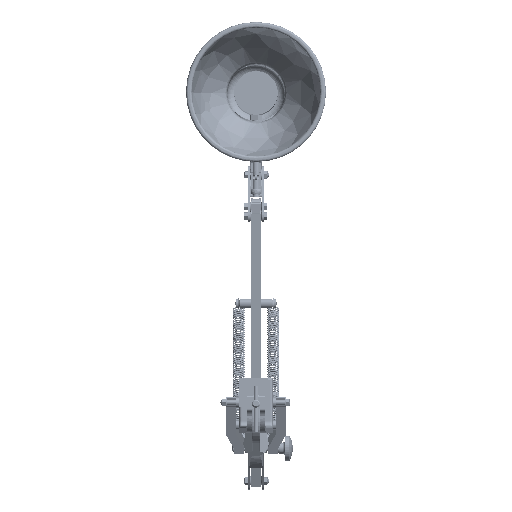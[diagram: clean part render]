
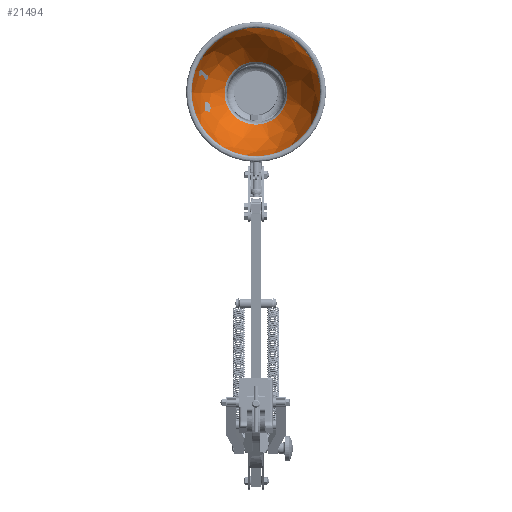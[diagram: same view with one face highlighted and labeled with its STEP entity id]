
A CAD part, front view. The second image highlights one B-rep face of the part: STEP entity #21494.
In plain terms, the highlighted free-form (B-spline) face has degree [2, 2] with [3, 9] control points.
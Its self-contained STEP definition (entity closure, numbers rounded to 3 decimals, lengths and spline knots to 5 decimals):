
#1000=(
BOUNDED_SURFACE()
B_SPLINE_SURFACE(2,2,((#36004,#36005,#36006,#36007,#36008,#36009,#36010,
#36011,#36012),(#36013,#36014,#36015,#36016,#36017,#36018,#36019,#36020,
#36021),(#36022,#36023,#36024,#36025,#36026,#36027,#36028,#36029,#36030)),
 .UNSPECIFIED.,.F.,.T.,.F.)
B_SPLINE_SURFACE_WITH_KNOTS((3,3),(3,2,2,2,3),(-0.83148,0.),
(-3.14159,-1.5708,0.,1.5708,3.14159),
 .UNSPECIFIED.)
GEOMETRIC_REPRESENTATION_ITEM()
RATIONAL_B_SPLINE_SURFACE(((1.,0.707,1.,0.707,1.,
0.707,1.,0.707,1.),(0.915,0.647,
0.915,0.647,0.915,0.647,
0.915,0.647,0.915),(1.,0.707,
1.,0.707,1.,0.707,1.,0.707,1.)))
REPRESENTATION_ITEM('')
SURFACE()
);
#1291=CIRCLE('',#24168,0.06);
#1292=CIRCLE('',#24169,0.06);
#1294=CIRCLE('',#24171,0.02744);
#1295=CIRCLE('',#24172,0.02744);
#1296=CIRCLE('',#24173,0.09981);
#3543=FACE_OUTER_BOUND('',#4795,.T.);
#4795=EDGE_LOOP('',(#14727,#14728,#14729,#14730,#14731,#14732));
#9152=VERTEX_POINT('',#35999);
#9153=VERTEX_POINT('',#36000);
#9154=VERTEX_POINT('',#36031);
#9155=VERTEX_POINT('',#36032);
#11346=EDGE_CURVE('',#9152,#9153,#1291,.T.);
#11347=EDGE_CURVE('',#9153,#9152,#1292,.T.);
#11349=EDGE_CURVE('',#9154,#9155,#1294,.T.);
#11350=EDGE_CURVE('',#9155,#9154,#1295,.T.);
#11351=EDGE_CURVE('',#9155,#9153,#1296,.T.);
#14727=ORIENTED_EDGE('',*,*,#11349,.F.);
#14728=ORIENTED_EDGE('',*,*,#11350,.F.);
#14729=ORIENTED_EDGE('',*,*,#11351,.T.);
#14730=ORIENTED_EDGE('',*,*,#11347,.T.);
#14731=ORIENTED_EDGE('',*,*,#11346,.T.);
#14732=ORIENTED_EDGE('',*,*,#11351,.F.);
#21494=ADVANCED_FACE('',(#3543),#1000,.T.);
#24168=AXIS2_PLACEMENT_3D('',#36001,#27338,#27339);
#24169=AXIS2_PLACEMENT_3D('',#36002,#27340,#27341);
#24171=AXIS2_PLACEMENT_3D('',#36033,#27344,#27345);
#24172=AXIS2_PLACEMENT_3D('',#36034,#27346,#27347);
#24173=AXIS2_PLACEMENT_3D('',#36035,#27348,#27349);
#27338=DIRECTION('center_axis',(0.,-1.,0.));
#27339=DIRECTION('ref_axis',(1.,0.,0.));
#27340=DIRECTION('center_axis',(0.,-1.,0.));
#27341=DIRECTION('ref_axis',(1.,0.,0.));
#27344=DIRECTION('center_axis',(0.,-1.,0.));
#27345=DIRECTION('ref_axis',(1.,0.,0.));
#27346=DIRECTION('center_axis',(0.,-1.,0.));
#27347=DIRECTION('ref_axis',(1.,0.,0.));
#27348=DIRECTION('center_axis',(1.,0.,0.));
#27349=DIRECTION('ref_axis',(0.,0.,
1.));
#35999=CARTESIAN_POINT('',(0.06,0.002,0.));
#36000=CARTESIAN_POINT('',(0.,0.002,0.06));
#36001=CARTESIAN_POINT('Origin',(0.,0.002,0.));
#36002=CARTESIAN_POINT('Origin',(0.,0.002,0.));
#36004=CARTESIAN_POINT('Ctrl Pts',(0.,0.07575,
0.02744));
#36005=CARTESIAN_POINT('Ctrl Pts',(-0.02744,0.07575,
0.02744));
#36006=CARTESIAN_POINT('Ctrl Pts',(-0.02744,0.07575,
0.));
#36007=CARTESIAN_POINT('Ctrl Pts',(-0.02744,0.07575,
-0.02744));
#36008=CARTESIAN_POINT('Ctrl Pts',(0.,0.07575,
-0.02744));
#36009=CARTESIAN_POINT('Ctrl Pts',(0.02744,0.07575,
-0.02744));
#36010=CARTESIAN_POINT('Ctrl Pts',(0.02744,0.07575,
0.));
#36011=CARTESIAN_POINT('Ctrl Pts',(0.02744,0.07575,
0.02744));
#36012=CARTESIAN_POINT('Ctrl Pts',(0.,0.07575,
0.02744));
#36013=CARTESIAN_POINT('Ctrl Pts',(0.,0.04606,
0.06));
#36014=CARTESIAN_POINT('Ctrl Pts',(-0.06,0.04606,0.06));
#36015=CARTESIAN_POINT('Ctrl Pts',(-0.06,0.04606,
0.));
#36016=CARTESIAN_POINT('Ctrl Pts',(-0.06,0.04606,-0.06));
#36017=CARTESIAN_POINT('Ctrl Pts',(0.,0.04606,
-0.06));
#36018=CARTESIAN_POINT('Ctrl Pts',(0.06,0.04606,
-0.06));
#36019=CARTESIAN_POINT('Ctrl Pts',(0.06,0.04606,0.));
#36020=CARTESIAN_POINT('Ctrl Pts',(0.06,0.04606,
0.06));
#36021=CARTESIAN_POINT('Ctrl Pts',(0.,0.04606,
0.06));
#36022=CARTESIAN_POINT('Ctrl Pts',(0.,0.002,
0.06));
#36023=CARTESIAN_POINT('Ctrl Pts',(-0.06,0.002,0.06));
#36024=CARTESIAN_POINT('Ctrl Pts',(-0.06,0.002,0.));
#36025=CARTESIAN_POINT('Ctrl Pts',(-0.06,0.002,-0.06));
#36026=CARTESIAN_POINT('Ctrl Pts',(0.,0.002,
-0.06));
#36027=CARTESIAN_POINT('Ctrl Pts',(0.06,0.002,
-0.06));
#36028=CARTESIAN_POINT('Ctrl Pts',(0.06,0.002,
0.));
#36029=CARTESIAN_POINT('Ctrl Pts',(0.06,0.002,
0.06));
#36030=CARTESIAN_POINT('Ctrl Pts',(0.,0.002,
0.06));
#36031=CARTESIAN_POINT('',(0.02744,0.07575,0.));
#36032=CARTESIAN_POINT('',(0.,0.07575,0.02744));
#36033=CARTESIAN_POINT('Origin',(0.,0.07575,0.));
#36034=CARTESIAN_POINT('Origin',(0.,0.07575,0.));
#36035=CARTESIAN_POINT('Origin',(0.,0.002,
-0.03981));
